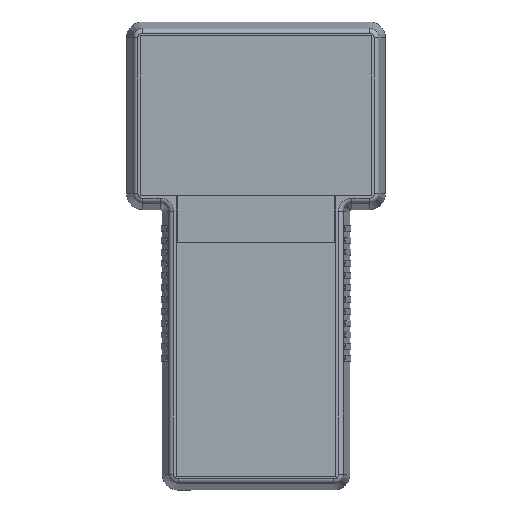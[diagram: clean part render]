
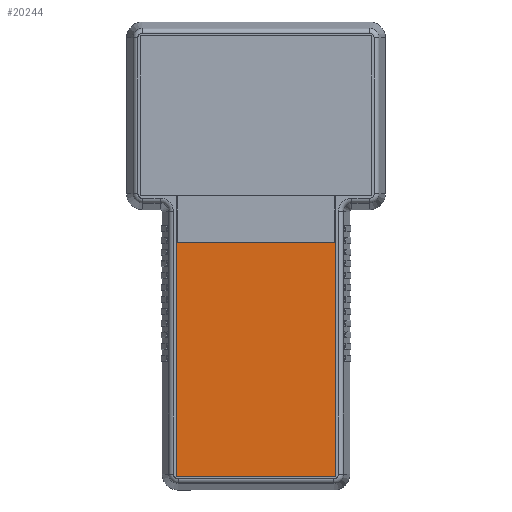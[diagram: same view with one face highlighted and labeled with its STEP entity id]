
A CAD part, top view. The second image highlights one B-rep face of the part: STEP entity #20244.
In plain terms, the highlighted planar face has unit normal (0, 0, 1).
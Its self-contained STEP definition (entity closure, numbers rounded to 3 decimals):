
#644 = CARTESIAN_POINT ( 'NONE',  ( -1658.959, 1663.939, 46.501 ) ) ;
#5573 = CARTESIAN_POINT ( 'NONE',  ( -1658.959, 1545.739, 46.501 ) ) ;
#6415 = ORIENTED_EDGE ( 'NONE', *, *, #22694, .T. ) ;
#6631 = CARTESIAN_POINT ( 'NONE',  ( -1739.959, 1545.739, 46.501 ) ) ;
#7419 = DIRECTION ( 'NONE',  ( -1., 0., 0. ) ) ;
#7749 = ORIENTED_EDGE ( 'NONE', *, *, #25816, .F. ) ;
#9859 = ORIENTED_EDGE ( 'NONE', *, *, #19166, .T. ) ;
#10654 = DIRECTION ( 'NONE',  ( 1., 0., 0. ) ) ;
#11735 = CARTESIAN_POINT ( 'NONE',  ( -1739.959, 1663.939, 46.501 ) ) ;
#14354 = LINE ( 'NONE', #31584, #20609 ) ;
#15784 = VERTEX_POINT ( 'NONE', #5573 ) ;
#19166 = EDGE_CURVE ( 'NONE', #43748, #26611, #46050, .T. ) ;
#20244 = ADVANCED_FACE ( 'NONE', ( #44165 ), #36518, .F. ) ;
#20609 = VECTOR ( 'NONE', #46277, 1000. ) ;
#20672 = CARTESIAN_POINT ( 'NONE',  ( -1658.959, 1545.739, 46.501 ) ) ;
#22261 = VECTOR ( 'NONE', #10654, 1000. ) ;
#22694 = EDGE_CURVE ( 'NONE', #15784, #30341, #14354, .T. ) ;
#24339 = DIRECTION ( 'NONE',  ( 1., 0., 0. ) ) ;
#25126 = CARTESIAN_POINT ( 'NONE',  ( -1739.959, 1545.739, 46.501 ) ) ;
#25816 = EDGE_CURVE ( 'NONE', #43748, #30341, #31951, .T. ) ;
#26611 = VERTEX_POINT ( 'NONE', #25126 ) ;
#27128 = AXIS2_PLACEMENT_3D ( 'NONE', #43810, #29273, #7419 ) ;
#29132 = EDGE_LOOP ( 'NONE', ( #7749, #9859, #31005, #6415 ) ) ;
#29273 = DIRECTION ( 'NONE',  ( 0., 0., -1. ) ) ;
#30341 = VERTEX_POINT ( 'NONE', #644 ) ;
#31005 = ORIENTED_EDGE ( 'NONE', *, *, #47097, .T. ) ;
#31584 = CARTESIAN_POINT ( 'NONE',  ( -1658.959, 1663.939, 46.501 ) ) ;
#31760 = VECTOR ( 'NONE', #24339, 1000. ) ;
#31951 = LINE ( 'NONE', #39734, #22261 ) ;
#32933 = LINE ( 'NONE', #20672, #31760 ) ;
#36337 = VECTOR ( 'NONE', #46905, 1000. ) ;
#36518 = PLANE ( 'NONE',  #27128 ) ;
#39734 = CARTESIAN_POINT ( 'NONE',  ( -1699.459, 1663.939, 46.501 ) ) ;
#43748 = VERTEX_POINT ( 'NONE', #11735 ) ;
#43810 = CARTESIAN_POINT ( 'NONE',  ( -1699.459, 1604.839, 46.501 ) ) ;
#44165 = FACE_OUTER_BOUND ( 'NONE', #29132, .T. ) ;
#46050 = LINE ( 'NONE', #6631, #36337 ) ;
#46277 = DIRECTION ( 'NONE',  ( 0., 1., 0. ) ) ;
#46905 = DIRECTION ( 'NONE',  ( 0., -1., 0. ) ) ;
#47097 = EDGE_CURVE ( 'NONE', #26611, #15784, #32933, .T. ) ;
